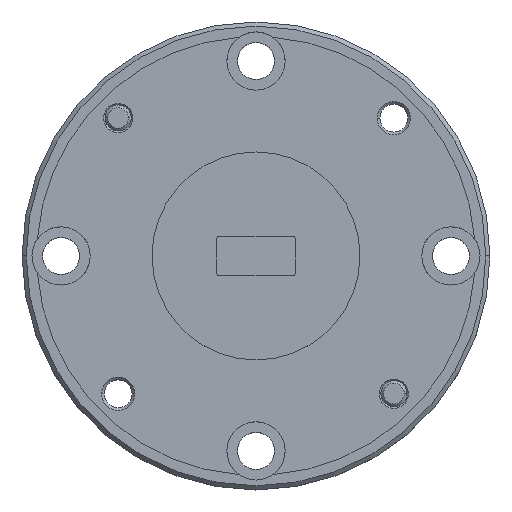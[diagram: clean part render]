
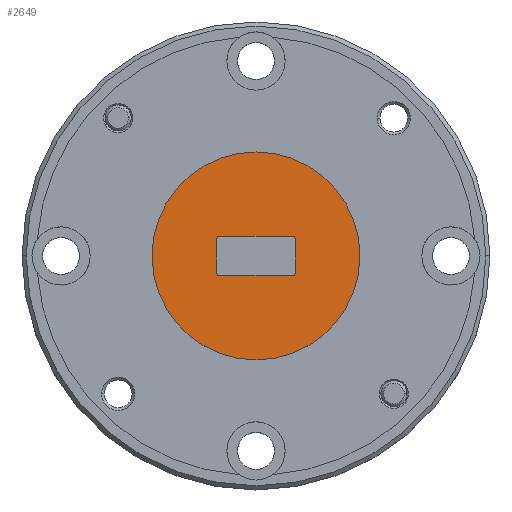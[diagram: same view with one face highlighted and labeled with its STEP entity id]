
A CAD part, top view. The second image highlights one B-rep face of the part: STEP entity #2649.
In plain terms, the highlighted planar face has unit normal (0, 0, 1).
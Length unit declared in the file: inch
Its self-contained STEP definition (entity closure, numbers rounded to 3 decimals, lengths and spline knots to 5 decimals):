
#18 = EDGE_LOOP ( 'NONE', ( #268, #4683, #2486, #5752, #132, #2634, #2660, #6291 ) ) ;
#132 = ORIENTED_EDGE ( 'NONE', *, *, #3160, .F. ) ;
#156 = CARTESIAN_POINT ( 'NONE',  ( -0.094, 0.047, 0. ) ) ;
#179 = CIRCLE ( 'NONE', #1702, 0.005 ) ;
#231 = DIRECTION ( 'NONE',  ( 1., 0., 0. ) ) ;
#255 = CARTESIAN_POINT ( 'NONE',  ( -0.089, -0.042, 0. ) ) ;
#266 = DIRECTION ( 'NONE',  ( 0., 0., 1. ) ) ;
#268 = ORIENTED_EDGE ( 'NONE', *, *, #3840, .F. ) ;
#270 = EDGE_CURVE ( 'NONE', #1253, #4084, #5550, .T. ) ;
#408 = DIRECTION ( 'NONE',  ( 1., 0., 0. ) ) ;
#451 = DIRECTION ( 'NONE',  ( 0., 0., -1. ) ) ;
#815 = AXIS2_PLACEMENT_3D ( 'NONE', #3936, #451, #7191 ) ;
#928 = PLANE ( 'NONE',  #6048 ) ;
#953 = CARTESIAN_POINT ( 'NONE',  ( 0.089, 0.047, 0. ) ) ;
#1002 = EDGE_CURVE ( 'NONE', #3859, #1164, #3997, .T. ) ;
#1164 = VERTEX_POINT ( 'NONE', #4744 ) ;
#1253 = VERTEX_POINT ( 'NONE', #4634 ) ;
#1267 = CARTESIAN_POINT ( 'NONE',  ( -0.089, -0.047, 0. ) ) ;
#1344 = DIRECTION ( 'NONE',  ( 0., 0., -1. ) ) ;
#1408 = CARTESIAN_POINT ( 'NONE',  ( -0.089, 0.042, 0. ) ) ;
#1515 = CARTESIAN_POINT ( 'NONE',  ( -0.094, -0.042, 0. ) ) ;
#1528 = DIRECTION ( 'NONE',  ( 0., -1., 0. ) ) ;
#1702 = AXIS2_PLACEMENT_3D ( 'NONE', #255, #2496, #2455 ) ;
#1806 = EDGE_CURVE ( 'NONE', #3859, #6656, #4580, .T. ) ;
#1994 = CARTESIAN_POINT ( 'NONE',  ( 0., 0., 0. ) ) ;
#2111 = VERTEX_POINT ( 'NONE', #953 ) ;
#2172 = VECTOR ( 'NONE', #3289, 39.37008 ) ;
#2198 = DIRECTION ( 'NONE',  ( 0., 1., 0. ) ) ;
#2205 = ORIENTED_EDGE ( 'NONE', *, *, #270, .T. ) ;
#2235 = CARTESIAN_POINT ( 'NONE',  ( -0.094, 0.042, 0. ) ) ;
#2310 = VERTEX_POINT ( 'NONE', #2235 ) ;
#2455 = DIRECTION ( 'NONE',  ( 1., 0., 0. ) ) ;
#2472 = EDGE_CURVE ( 'NONE', #2111, #1164, #2683, .T. ) ;
#2486 = ORIENTED_EDGE ( 'NONE', *, *, #1002, .F. ) ;
#2496 = DIRECTION ( 'NONE',  ( 0., 0., -1. ) ) ;
#2601 = AXIS2_PLACEMENT_3D ( 'NONE', #6537, #3168, #5464 ) ;
#2634 = ORIENTED_EDGE ( 'NONE', *, *, #2982, .T. ) ;
#2649 = ADVANCED_FACE ( 'NONE', ( #6343, #3200 ), #928, .T. ) ;
#2660 = ORIENTED_EDGE ( 'NONE', *, *, #5907, .F. ) ;
#2683 = CIRCLE ( 'NONE', #6804, 0.005 ) ;
#2783 = LINE ( 'NONE', #4922, #2172 ) ;
#2794 = EDGE_CURVE ( 'NONE', #4084, #1253, #4040, .T. ) ;
#2804 = VERTEX_POINT ( 'NONE', #1515 ) ;
#2982 = EDGE_CURVE ( 'NONE', #6990, #2804, #179, .T. ) ;
#3160 = EDGE_CURVE ( 'NONE', #6990, #6656, #2783, .T. ) ;
#3168 = DIRECTION ( 'NONE',  ( 0., 0., 1. ) ) ;
#3200 = FACE_OUTER_BOUND ( 'NONE', #3256, .T. ) ;
#3256 = EDGE_LOOP ( 'NONE', ( #6328, #2205 ) ) ;
#3289 = DIRECTION ( 'NONE',  ( 1., 0., 0. ) ) ;
#3584 = DIRECTION ( 'NONE',  ( 1., 0., 0. ) ) ;
#3664 = AXIS2_PLACEMENT_3D ( 'NONE', #1408, #4832, #231 ) ;
#3668 = VECTOR ( 'NONE', #2198, 39.37008 ) ;
#3840 = EDGE_CURVE ( 'NONE', #2111, #6581, #5718, .T. ) ;
#3859 = VERTEX_POINT ( 'NONE', #6339 ) ;
#3936 = CARTESIAN_POINT ( 'NONE',  ( 0.089, -0.042, 0. ) ) ;
#3997 = LINE ( 'NONE', #4563, #3668 ) ;
#4040 = CIRCLE ( 'NONE', #4877, 0.25 ) ;
#4084 = VERTEX_POINT ( 'NONE', #5349 ) ;
#4085 = DIRECTION ( 'NONE',  ( -1., 0., 0. ) ) ;
#4094 = CARTESIAN_POINT ( 'NONE',  ( 0.089, -0.047, 0. ) ) ;
#4563 = CARTESIAN_POINT ( 'NONE',  ( 0.094, -0.047, 0. ) ) ;
#4580 = CIRCLE ( 'NONE', #815, 0.005 ) ;
#4634 = CARTESIAN_POINT ( 'NONE',  ( -0.25, 0., 0. ) ) ;
#4683 = ORIENTED_EDGE ( 'NONE', *, *, #2472, .T. ) ;
#4709 = CARTESIAN_POINT ( 'NONE',  ( -0.089, 0.047, 0. ) ) ;
#4744 = CARTESIAN_POINT ( 'NONE',  ( 0.094, 0.042, 0. ) ) ;
#4832 = DIRECTION ( 'NONE',  ( 0., 0., -1. ) ) ;
#4877 = AXIS2_PLACEMENT_3D ( 'NONE', #4898, #266, #408 ) ;
#4898 = CARTESIAN_POINT ( 'NONE',  ( 0., 0., 0. ) ) ;
#4922 = CARTESIAN_POINT ( 'NONE',  ( -0.094, -0.047, 0. ) ) ;
#5054 = EDGE_CURVE ( 'NONE', #2310, #6581, #5552, .T. ) ;
#5128 = VECTOR ( 'NONE', #4085, 39.37008 ) ;
#5349 = CARTESIAN_POINT ( 'NONE',  ( 0.25, 0., 0. ) ) ;
#5464 = DIRECTION ( 'NONE',  ( 1., 0., 0. ) ) ;
#5468 = LINE ( 'NONE', #7165, #5934 ) ;
#5550 = CIRCLE ( 'NONE', #2601, 0.25 ) ;
#5552 = CIRCLE ( 'NONE', #3664, 0.005 ) ;
#5718 = LINE ( 'NONE', #156, #5128 ) ;
#5752 = ORIENTED_EDGE ( 'NONE', *, *, #1806, .T. ) ;
#5839 = CARTESIAN_POINT ( 'NONE',  ( 0.089, 0.042, 0. ) ) ;
#5904 = DIRECTION ( 'NONE',  ( 1., 0., 0. ) ) ;
#5907 = EDGE_CURVE ( 'NONE', #2310, #2804, #5468, .T. ) ;
#5934 = VECTOR ( 'NONE', #1528, 39.37008 ) ;
#6048 = AXIS2_PLACEMENT_3D ( 'NONE', #1994, #6530, #5904 ) ;
#6291 = ORIENTED_EDGE ( 'NONE', *, *, #5054, .T. ) ;
#6328 = ORIENTED_EDGE ( 'NONE', *, *, #2794, .T. ) ;
#6339 = CARTESIAN_POINT ( 'NONE',  ( 0.094, -0.042, 0. ) ) ;
#6343 = FACE_BOUND ( 'NONE', #18, .T. ) ;
#6530 = DIRECTION ( 'NONE',  ( 0., 0., 1. ) ) ;
#6537 = CARTESIAN_POINT ( 'NONE',  ( 0., 0., 0. ) ) ;
#6581 = VERTEX_POINT ( 'NONE', #4709 ) ;
#6656 = VERTEX_POINT ( 'NONE', #4094 ) ;
#6804 = AXIS2_PLACEMENT_3D ( 'NONE', #5839, #1344, #3584 ) ;
#6990 = VERTEX_POINT ( 'NONE', #1267 ) ;
#7165 = CARTESIAN_POINT ( 'NONE',  ( -0.094, -0.047, 0. ) ) ;
#7191 = DIRECTION ( 'NONE',  ( 1., 0., 0. ) ) ;
